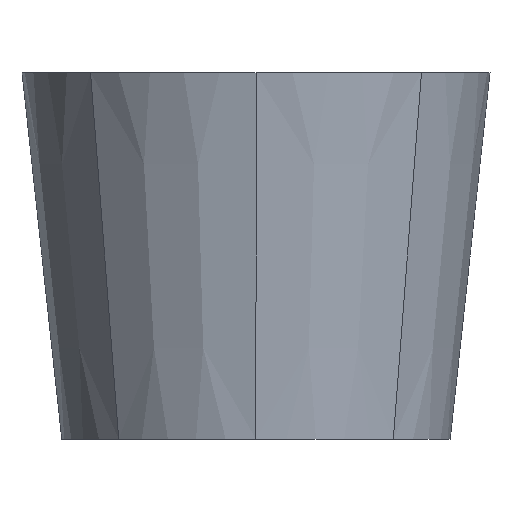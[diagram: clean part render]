
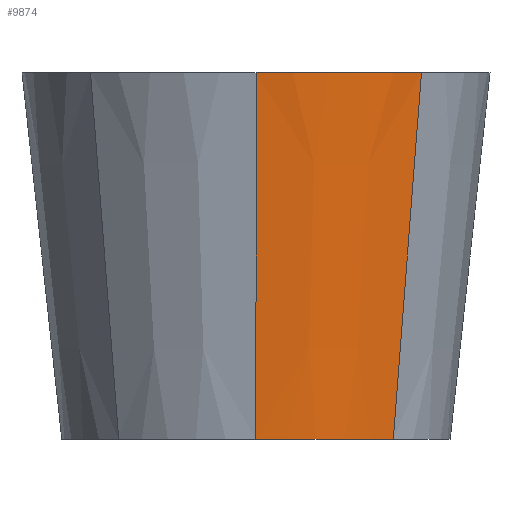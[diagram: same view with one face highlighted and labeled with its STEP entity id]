
A CAD part, front view. The second image highlights one B-rep face of the part: STEP entity #9874.
In plain terms, the highlighted conical face has half-angle 6.206 degrees and reference radius 39 mm.
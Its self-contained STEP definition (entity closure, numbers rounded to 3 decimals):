
#105 = PLANE('',#106);
#106 = AXIS2_PLACEMENT_3D('',#107,#108,#109);
#107 = CARTESIAN_POINT('',(0.,0.,73.566));
#108 = DIRECTION('',(0.,0.,-1.));
#109 = DIRECTION('',(1.,0.,0.));
#4516 = VERTEX_POINT('',#4517);
#4517 = CARTESIAN_POINT('',(33.234,-33.234,
    73.566));
#4532 = CONICAL_SURFACE('',#4533,39.,0.108);
#4533 = AXIS2_PLACEMENT_3D('',#4534,#4535,#4536);
#4534 = CARTESIAN_POINT('',(0.,0.,0.));
#4535 = DIRECTION('',(0.,0.,1.));
#4536 = DIRECTION('',(1.,0.,0.));
#4544 = EDGE_CURVE('',#4516,#4545,#4547,.T.);
#4545 = VERTEX_POINT('',#4546);
#4546 = CARTESIAN_POINT('',(0.,-47.,73.566));
#4547 = SURFACE_CURVE('',#4548,(#4553,#4560),.PCURVE_S1.);
#4548 = CIRCLE('',#4549,47.);
#4549 = AXIS2_PLACEMENT_3D('',#4550,#4551,#4552);
#4550 = CARTESIAN_POINT('',(0.,0.,73.566));
#4551 = DIRECTION('',(0.,0.,-1.));
#4552 = DIRECTION('',(1.,0.,0.));
#4553 = PCURVE('',#105,#4554);
#4554 = DEFINITIONAL_REPRESENTATION('',(#4555),#4559);
#4555 = CIRCLE('',#4556,47.);
#4556 = AXIS2_PLACEMENT_2D('',#4557,#4558);
#4557 = CARTESIAN_POINT('',(0.,0.));
#4558 = DIRECTION('',(1.,0.));
#4559 = ( GEOMETRIC_REPRESENTATION_CONTEXT(2) 
PARAMETRIC_REPRESENTATION_CONTEXT() REPRESENTATION_CONTEXT('2D SPACE',''
  ) );
#4560 = PCURVE('',#4561,#4566);
#4561 = CONICAL_SURFACE('',#4562,39.,0.108);
#4562 = AXIS2_PLACEMENT_3D('',#4563,#4564,#4565);
#4563 = CARTESIAN_POINT('',(0.,0.,0.));
#4564 = DIRECTION('',(0.,0.,1.));
#4565 = DIRECTION('',(1.,0.,0.));
#4566 = DEFINITIONAL_REPRESENTATION('',(#4567),#4571);
#4567 = LINE('',#4568,#4569);
#4568 = CARTESIAN_POINT('',(-0.,73.566));
#4569 = VECTOR('',#4570,1.);
#4570 = DIRECTION('',(-1.,0.));
#4571 = ( GEOMETRIC_REPRESENTATION_CONTEXT(2) 
PARAMETRIC_REPRESENTATION_CONTEXT() REPRESENTATION_CONTEXT('2D SPACE',''
  ) );
#4590 = CONICAL_SURFACE('',#4591,39.,0.108);
#4591 = AXIS2_PLACEMENT_3D('',#4592,#4593,#4594);
#4592 = CARTESIAN_POINT('',(0.,0.,0.));
#4593 = DIRECTION('',(0.,0.,1.));
#4594 = DIRECTION('',(1.,0.,0.));
#9374 = PLANE('',#9375);
#9375 = AXIS2_PLACEMENT_3D('',#9376,#9377,#9378);
#9376 = CARTESIAN_POINT('',(0.,0.,0.));
#9377 = DIRECTION('',(0.,0.,-1.));
#9378 = DIRECTION('',(1.,0.,0.));
#9830 = VERTEX_POINT('',#9831);
#9831 = CARTESIAN_POINT('',(27.577,-27.577,
    0.));
#9853 = EDGE_CURVE('',#9830,#4516,#9854,.T.);
#9854 = SURFACE_CURVE('',#9855,(#9859,#9866),.PCURVE_S1.);
#9855 = LINE('',#9856,#9857);
#9856 = CARTESIAN_POINT('',(27.577,-27.577,
    0.));
#9857 = VECTOR('',#9858,1.);
#9858 = DIRECTION('',(0.076,-0.076,
    0.994));
#9859 = PCURVE('',#4532,#9860);
#9860 = DEFINITIONAL_REPRESENTATION('',(#9861),#9865);
#9861 = LINE('',#9862,#9863);
#9862 = CARTESIAN_POINT('',(-0.785,0.));
#9863 = VECTOR('',#9864,1.);
#9864 = DIRECTION('',(-0.,1.));
#9865 = ( GEOMETRIC_REPRESENTATION_CONTEXT(2) 
PARAMETRIC_REPRESENTATION_CONTEXT() REPRESENTATION_CONTEXT('2D SPACE',''
  ) );
#9866 = PCURVE('',#4561,#9867);
#9867 = DEFINITIONAL_REPRESENTATION('',(#9868),#9872);
#9868 = LINE('',#9869,#9870);
#9869 = CARTESIAN_POINT('',(-0.785,0.));
#9870 = VECTOR('',#9871,1.);
#9871 = DIRECTION('',(-0.,1.));
#9872 = ( GEOMETRIC_REPRESENTATION_CONTEXT(2) 
PARAMETRIC_REPRESENTATION_CONTEXT() REPRESENTATION_CONTEXT('2D SPACE',''
  ) );
#9874 = ADVANCED_FACE('',(#9875),#4561,.T.);
#9875 = FACE_BOUND('',#9876,.F.);
#9876 = EDGE_LOOP('',(#9877,#9878,#9902,#9923));
#9877 = ORIENTED_EDGE('',*,*,#9853,.F.);
#9878 = ORIENTED_EDGE('',*,*,#9879,.T.);
#9879 = EDGE_CURVE('',#9830,#9880,#9882,.T.);
#9880 = VERTEX_POINT('',#9881);
#9881 = CARTESIAN_POINT('',(0.,-39.,0.)
  );
#9882 = SURFACE_CURVE('',#9883,(#9888,#9895),.PCURVE_S1.);
#9883 = CIRCLE('',#9884,39.);
#9884 = AXIS2_PLACEMENT_3D('',#9885,#9886,#9887);
#9885 = CARTESIAN_POINT('',(0.,0.,0.));
#9886 = DIRECTION('',(0.,0.,-1.));
#9887 = DIRECTION('',(1.,0.,0.));
#9888 = PCURVE('',#4561,#9889);
#9889 = DEFINITIONAL_REPRESENTATION('',(#9890),#9894);
#9890 = LINE('',#9891,#9892);
#9891 = CARTESIAN_POINT('',(-0.,0.));
#9892 = VECTOR('',#9893,1.);
#9893 = DIRECTION('',(-1.,0.));
#9894 = ( GEOMETRIC_REPRESENTATION_CONTEXT(2) 
PARAMETRIC_REPRESENTATION_CONTEXT() REPRESENTATION_CONTEXT('2D SPACE',''
  ) );
#9895 = PCURVE('',#9374,#9896);
#9896 = DEFINITIONAL_REPRESENTATION('',(#9897),#9901);
#9897 = CIRCLE('',#9898,39.);
#9898 = AXIS2_PLACEMENT_2D('',#9899,#9900);
#9899 = CARTESIAN_POINT('',(0.,0.));
#9900 = DIRECTION('',(1.,-0.));
#9901 = ( GEOMETRIC_REPRESENTATION_CONTEXT(2) 
PARAMETRIC_REPRESENTATION_CONTEXT() REPRESENTATION_CONTEXT('2D SPACE',''
  ) );
#9902 = ORIENTED_EDGE('',*,*,#9903,.T.);
#9903 = EDGE_CURVE('',#9880,#4545,#9904,.T.);
#9904 = SURFACE_CURVE('',#9905,(#9909,#9916),.PCURVE_S1.);
#9905 = LINE('',#9906,#9907);
#9906 = CARTESIAN_POINT('',(0.,-39.,0.)
  );
#9907 = VECTOR('',#9908,1.);
#9908 = DIRECTION('',(0.,-0.108,0.994)
  );
#9909 = PCURVE('',#4561,#9910);
#9910 = DEFINITIONAL_REPRESENTATION('',(#9911),#9915);
#9911 = LINE('',#9912,#9913);
#9912 = CARTESIAN_POINT('',(-1.571,0.));
#9913 = VECTOR('',#9914,1.);
#9914 = DIRECTION('',(-0.,1.));
#9915 = ( GEOMETRIC_REPRESENTATION_CONTEXT(2) 
PARAMETRIC_REPRESENTATION_CONTEXT() REPRESENTATION_CONTEXT('2D SPACE',''
  ) );
#9916 = PCURVE('',#4590,#9917);
#9917 = DEFINITIONAL_REPRESENTATION('',(#9918),#9922);
#9918 = LINE('',#9919,#9920);
#9919 = CARTESIAN_POINT('',(-1.571,0.));
#9920 = VECTOR('',#9921,1.);
#9921 = DIRECTION('',(-0.,1.));
#9922 = ( GEOMETRIC_REPRESENTATION_CONTEXT(2) 
PARAMETRIC_REPRESENTATION_CONTEXT() REPRESENTATION_CONTEXT('2D SPACE',''
  ) );
#9923 = ORIENTED_EDGE('',*,*,#4544,.F.);
